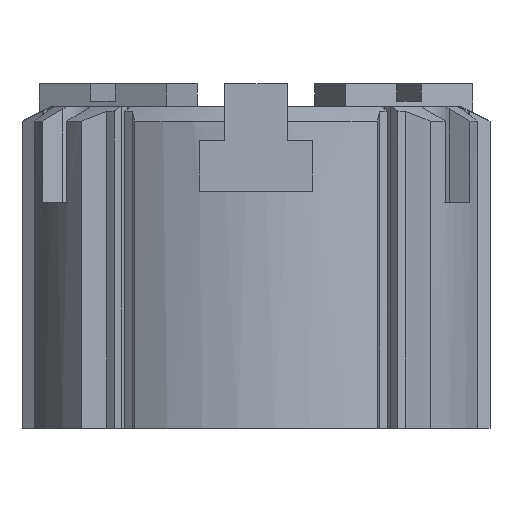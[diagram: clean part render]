
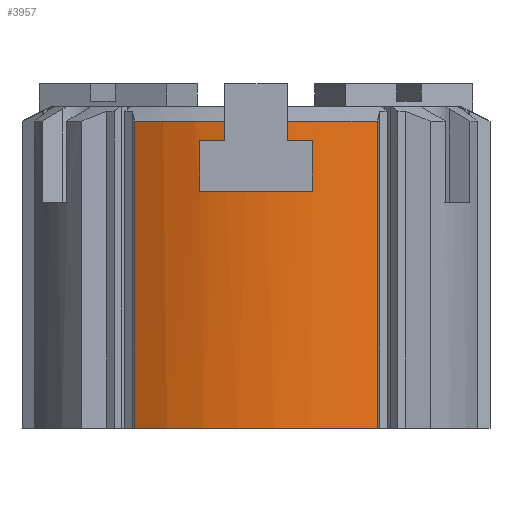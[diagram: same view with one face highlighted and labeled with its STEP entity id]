
A CAD part, front view. The second image highlights one B-rep face of the part: STEP entity #3957.
In plain terms, the highlighted cylindrical face has radius 83 mm (diameter 166 mm), a partial arc.
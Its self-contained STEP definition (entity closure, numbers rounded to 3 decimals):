
#420=FACE_OUTER_BOUND('',#674,.T.);
#674=EDGE_LOOP('',(#3274,#3275,#3276,#3277,#3278,#3279,#3280,#3281,#3282,
#3283,#3284,#3285,#3286,#3287));
#959=LINE('',#6345,#1351);
#1017=LINE('',#6465,#1409);
#1026=LINE('',#6484,#1418);
#1030=LINE('',#6512,#1422);
#1031=LINE('',#6517,#1423);
#1032=LINE('',#6520,#1424);
#1351=VECTOR('',#4992,108.9);
#1409=VECTOR('',#5120,108.9);
#1418=VECTOR('',#5141,6.9);
#1422=VECTOR('',#5153,18.);
#1423=VECTOR('',#5158,18.);
#1424=VECTOR('',#5163,6.9);
#1646=CIRCLE('',#4181,83.);
#1658=CIRCLE('',#4235,83.);
#1659=CIRCLE('',#4237,83.);
#1666=CIRCLE('',#4291,83.);
#1667=CIRCLE('',#4292,83.);
#1668=CIRCLE('',#4293,83.);
#1669=CIRCLE('',#4294,83.);
#1670=CIRCLE('',#4295,83.);
#1871=VERTEX_POINT('',#6001);
#1872=VERTEX_POINT('',#6002);
#1947=VERTEX_POINT('',#6255);
#1948=VERTEX_POINT('',#6256);
#1951=VERTEX_POINT('',#6274);
#1952=VERTEX_POINT('',#6278);
#1963=VERTEX_POINT('',#6344);
#1990=VERTEX_POINT('',#6464);
#1994=VERTEX_POINT('',#6483);
#1999=VERTEX_POINT('',#6508);
#2000=VERTEX_POINT('',#6509);
#2001=VERTEX_POINT('',#6511);
#2002=VERTEX_POINT('',#6514);
#2003=VERTEX_POINT('',#6516);
#2271=EDGE_CURVE('',#1872,#1871,#1646,.T.);
#2381=EDGE_CURVE('',#1947,#1948,#1658,.T.);
#2387=EDGE_CURVE('',#1952,#1951,#1659,.T.);
#2404=EDGE_CURVE('',#1963,#1952,#959,.T.);
#2464=EDGE_CURVE('',#1948,#1990,#1017,.T.);
#2474=EDGE_CURVE('',#1994,#1947,#1026,.T.);
#2481=EDGE_CURVE('',#1999,#2000,#1666,.T.);
#2482=EDGE_CURVE('',#2000,#2001,#1030,.T.);
#2483=EDGE_CURVE('',#2001,#1872,#1667,.T.);
#2484=EDGE_CURVE('',#1871,#2002,#1668,.T.);
#2485=EDGE_CURVE('',#2002,#2003,#1031,.T.);
#2486=EDGE_CURVE('',#2003,#1994,#1669,.T.);
#2487=EDGE_CURVE('',#1990,#1963,#1670,.T.);
#2488=EDGE_CURVE('',#1951,#1999,#1032,.T.);
#3274=ORIENTED_EDGE('',*,*,#2481,.T.);
#3275=ORIENTED_EDGE('',*,*,#2482,.T.);
#3276=ORIENTED_EDGE('',*,*,#2483,.T.);
#3277=ORIENTED_EDGE('',*,*,#2271,.T.);
#3278=ORIENTED_EDGE('',*,*,#2484,.T.);
#3279=ORIENTED_EDGE('',*,*,#2485,.T.);
#3280=ORIENTED_EDGE('',*,*,#2486,.T.);
#3281=ORIENTED_EDGE('',*,*,#2474,.T.);
#3282=ORIENTED_EDGE('',*,*,#2381,.T.);
#3283=ORIENTED_EDGE('',*,*,#2464,.T.);
#3284=ORIENTED_EDGE('',*,*,#2487,.T.);
#3285=ORIENTED_EDGE('',*,*,#2404,.T.);
#3286=ORIENTED_EDGE('',*,*,#2387,.T.);
#3287=ORIENTED_EDGE('',*,*,#2488,.T.);
#3805=CYLINDRICAL_SURFACE('',#4290,83.);
#3957=ADVANCED_FACE('',(#420),#3805,.T.);
#4181=AXIS2_PLACEMENT_3D('',#6004,#4769,#4770);
#4235=AXIS2_PLACEMENT_3D('',#6257,#4965,#4966);
#4237=AXIS2_PLACEMENT_3D('',#6279,#4969,#4970);
#4290=AXIS2_PLACEMENT_3D('',#6507,#5149,#5150);
#4291=AXIS2_PLACEMENT_3D('',#6510,#5151,#5152);
#4292=AXIS2_PLACEMENT_3D('',#6513,#5154,#5155);
#4293=AXIS2_PLACEMENT_3D('',#6515,#5156,#5157);
#4294=AXIS2_PLACEMENT_3D('',#6518,#5159,#5160);
#4295=AXIS2_PLACEMENT_3D('',#6519,#5161,#5162);
#4769=DIRECTION('center_axis',(0.,0.,-1.));
#4770=DIRECTION('ref_axis',(1.,0.,0.));
#4965=DIRECTION('center_axis',(0.,0.,-1.));
#4966=DIRECTION('ref_axis',(1.,0.,0.));
#4969=DIRECTION('center_axis',(0.,0.,-1.));
#4970=DIRECTION('ref_axis',(1.,0.,0.));
#4992=DIRECTION('',(0.,0.,1.));
#5120=DIRECTION('',(0.,0.,-1.));
#5141=DIRECTION('',(0.,0.,1.));
#5149=DIRECTION('center_axis',(0.,0.,1.));
#5150=DIRECTION('ref_axis',(1.,0.,0.));
#5151=DIRECTION('center_axis',(0.,0.,1.));
#5152=DIRECTION('ref_axis',(1.,0.,0.));
#5153=DIRECTION('',(0.,0.,-1.));
#5154=DIRECTION('center_axis',(0.,0.,-1.));
#5155=DIRECTION('ref_axis',(1.,0.,0.));
#5156=DIRECTION('center_axis',(0.,0.,-1.));
#5157=DIRECTION('ref_axis',(1.,0.,0.));
#5158=DIRECTION('',(0.,0.,1.));
#5159=DIRECTION('center_axis',(0.,0.,1.));
#5160=DIRECTION('ref_axis',(1.,0.,0.));
#5161=DIRECTION('center_axis',(0.,0.,1.));
#5162=DIRECTION('ref_axis',(1.,0.,0.));
#5163=DIRECTION('',(0.,0.,-1.));
#6001=CARTESIAN_POINT('',(-7.523,-70.98,-30.));
#6002=CARTESIAN_POINT('',(13.991,-70.98,-30.));
#6004=CARTESIAN_POINT('Origin',(3.234,11.32,-30.));
#6255=CARTESIAN_POINT('',(-7.866,-70.934,-5.1));
#6256=CARTESIAN_POINT('',(-39.82,-59.64,-5.1));
#6257=CARTESIAN_POINT('Origin',(3.234,11.32,-5.1));
#6274=CARTESIAN_POINT('',(14.334,-70.934,-5.1));
#6278=CARTESIAN_POINT('',(46.288,-59.64,-5.1));
#6279=CARTESIAN_POINT('Origin',(3.234,11.32,-5.1));
#6344=CARTESIAN_POINT('',(46.288,-59.64,-114.));
#6345=CARTESIAN_POINT('',(46.288,-59.64,0.));
#6464=CARTESIAN_POINT('',(-39.82,-59.64,-114.));
#6465=CARTESIAN_POINT('',(-39.82,-59.64,0.));
#6483=CARTESIAN_POINT('',(-7.866,-70.934,-12.));
#6484=CARTESIAN_POINT('',(-7.866,-70.934,0.));
#6507=CARTESIAN_POINT('Origin',(3.234,11.32,0.));
#6508=CARTESIAN_POINT('',(14.334,-70.934,-12.));
#6509=CARTESIAN_POINT('',(23.234,-69.234,-12.));
#6510=CARTESIAN_POINT('Origin',(3.234,11.32,-12.));
#6511=CARTESIAN_POINT('',(23.234,-69.234,-30.));
#6512=CARTESIAN_POINT('',(23.234,-69.234,-30.));
#6513=CARTESIAN_POINT('Origin',(3.234,11.32,-30.));
#6514=CARTESIAN_POINT('',(-16.766,-69.234,-30.));
#6515=CARTESIAN_POINT('Origin',(3.234,11.32,-30.));
#6516=CARTESIAN_POINT('',(-16.766,-69.234,-12.));
#6517=CARTESIAN_POINT('',(-16.766,-69.234,0.));
#6518=CARTESIAN_POINT('Origin',(3.234,11.32,-12.));
#6519=CARTESIAN_POINT('Origin',(3.234,11.32,-114.));
#6520=CARTESIAN_POINT('',(14.334,-70.934,-12.));
